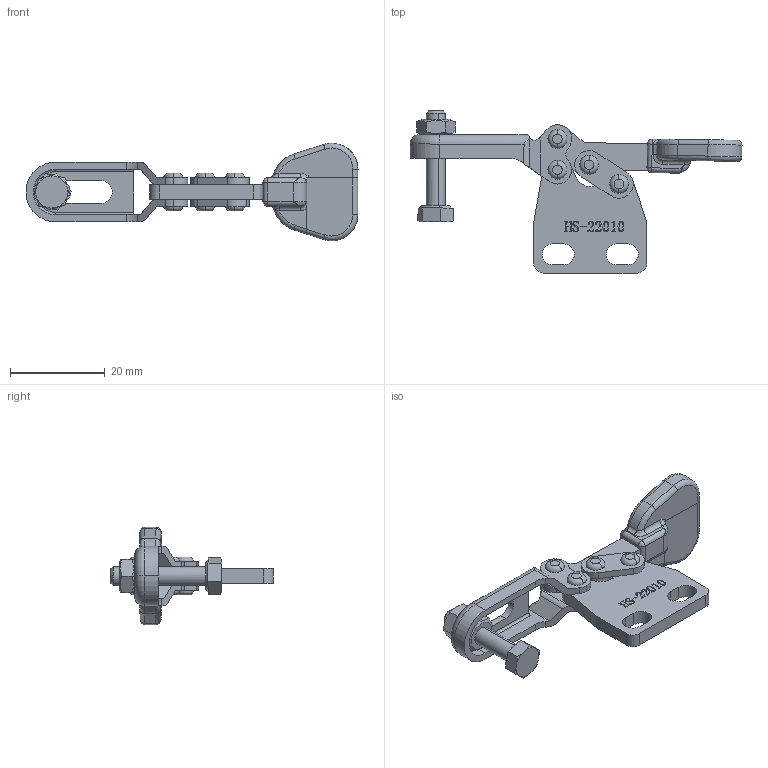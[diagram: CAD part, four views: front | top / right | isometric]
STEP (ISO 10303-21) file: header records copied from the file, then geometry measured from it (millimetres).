
FILE_DESCRIPTION (( 'STEP AP203' ), '1' );
FILE_NAME ('HS-22010 .STEP', '2019-10-05T06:07:57', ( '微软用户' ), ( '微软中国' ), 'SwSTEP 2.0', 'SolidWorks 2012', '' );
FILE_SCHEMA (( 'CONFIG_CONTROL_DESIGN' ));
Length unit declared in the file: millimetre
Products named in the file (8): HS-22010 ; hex nuts, style 1-grades ab gb_GB_FASTENER_NUT_SNAB1 M4-N; hexagon head bolts gb_GB_FASTENER_BOLT_SB A M4X25-N; 忒參1; 揤參; 种; 蟀裝; 眻菁釱
Assembly tree (12 placements, depth 2):
  HS-22010 
    眻菁釱
    蟀裝  x2
    种  x4
    揤參
    忒參1
    hexagon head bolts gb_GB_FASTENER_BOLT_SB A M4X25-N
    hex nuts, style 1-grades ab gb_GB_FASTENER_NUT_SNAB1 M4-N  x2
Bounding box: 70.07 x 34.23 x 20.58 mm (x, y, z)
Volume: 4924 mm3; surface area: 5655.5 mm2
Topology: 12 solids, 12 shells, 633 faces, 1658 edges, 1079 vertices
Faces by surface type: plane 304, bspline 149, cylinder 126, torus 25, cone 25, sphere 4
Entity records: 26302 total; most frequent: CARTESIAN_POINT 11960, ORIENTED_EDGE 3066, DIRECTION 2274, EDGE_CURVE 1533, VERTEX_POINT 1000, LINE 928, VECTOR 928, AXIS2_PLACEMENT_3D 673
